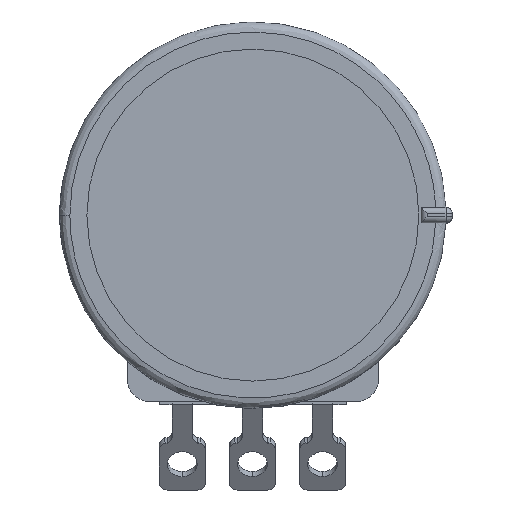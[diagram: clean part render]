
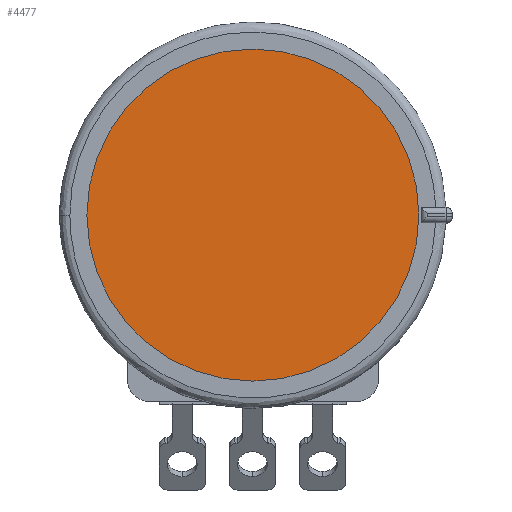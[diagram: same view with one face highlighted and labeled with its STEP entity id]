
A CAD part, top view. The second image highlights one B-rep face of the part: STEP entity #4477.
In plain terms, the highlighted planar face has unit normal (0, 0, 1).
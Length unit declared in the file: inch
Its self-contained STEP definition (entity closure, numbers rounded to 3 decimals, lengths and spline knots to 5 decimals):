
#921 = AXIS2_PLACEMENT_3D ( 'NONE', #4370, #6585, #3830 ) ;
#1053 = ORIENTED_EDGE ( 'NONE', *, *, #3377, .T. ) ;
#1090 = VERTEX_POINT ( 'NONE', #5918 ) ;
#1288 = VERTEX_POINT ( 'NONE', #4348 ) ;
#1332 = DIRECTION ( 'NONE',  ( -1., 0., 0. ) ) ;
#1380 = CIRCLE ( 'NONE', #921, 0.5325 ) ;
#1572 = CARTESIAN_POINT ( 'NONE',  ( 0., 0., 1.29 ) ) ;
#1775 = DIRECTION ( 'NONE',  ( 0., 0., -1. ) ) ;
#2881 = FACE_OUTER_BOUND ( 'NONE', #6828, .T. ) ;
#3377 = EDGE_CURVE ( 'NONE', #1288, #1090, #4194, .T. ) ;
#3830 = DIRECTION ( 'NONE',  ( -1., 0., 0. ) ) ;
#4194 = CIRCLE ( 'NONE', #5010, 0.5325 ) ;
#4348 = CARTESIAN_POINT ( 'NONE',  ( -0.5325, 0., 1.29 ) ) ;
#4370 = CARTESIAN_POINT ( 'NONE',  ( 0., 0., 1.29 ) ) ;
#4477 = ADVANCED_FACE ( 'NONE', ( #2881 ), #6150, .F. ) ;
#4544 = CARTESIAN_POINT ( 'NONE',  ( 0., 0., 1.29 ) ) ;
#4959 = DIRECTION ( 'NONE',  ( 0., 0., 1. ) ) ;
#5010 = AXIS2_PLACEMENT_3D ( 'NONE', #1572, #4959, #5946 ) ;
#5089 = EDGE_CURVE ( 'NONE', #1090, #1288, #1380, .T. ) ;
#5482 = ORIENTED_EDGE ( 'NONE', *, *, #5089, .T. ) ;
#5918 = CARTESIAN_POINT ( 'NONE',  ( 0.5325, 0., 1.29 ) ) ;
#5946 = DIRECTION ( 'NONE',  ( -1., 0., 0. ) ) ;
#6150 = PLANE ( 'NONE',  #6419 ) ;
#6419 = AXIS2_PLACEMENT_3D ( 'NONE', #4544, #1775, #1332 ) ;
#6585 = DIRECTION ( 'NONE',  ( 0., 0., 1. ) ) ;
#6828 = EDGE_LOOP ( 'NONE', ( #1053, #5482 ) ) ;
